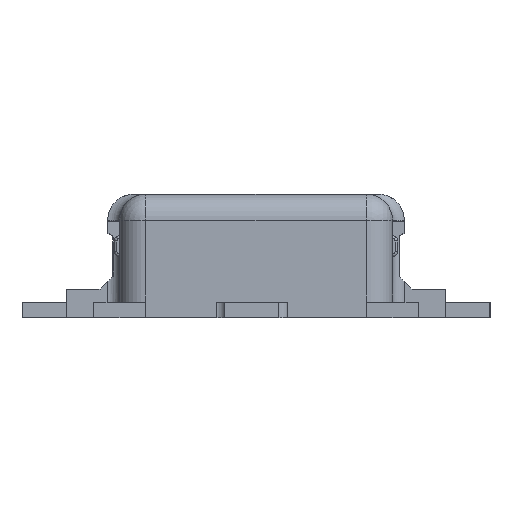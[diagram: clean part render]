
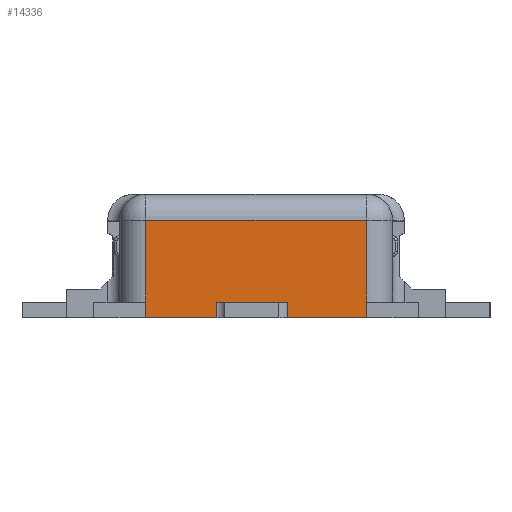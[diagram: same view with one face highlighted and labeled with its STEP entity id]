
A CAD part, left-side view. The second image highlights one B-rep face of the part: STEP entity #14336.
In plain terms, the highlighted planar face has unit normal (-1, 0, 0).
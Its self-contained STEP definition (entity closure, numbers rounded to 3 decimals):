
#4013=DIRECTION('',(0.,0.,-1.));
#4014=VECTOR('',#4013,0.315);
#4015=CARTESIAN_POINT('',(-3.605,0.425,0.375));
#4016=LINE('',#4015,#4014);
#4017=DIRECTION('',(0.,0.,-1.));
#4018=VECTOR('',#4017,0.06);
#4019=CARTESIAN_POINT('',(-3.605,-0.425,0.06));
#4020=LINE('',#4019,#4018);
#4021=DIRECTION('',(0.,1.,0.));
#4022=VECTOR('',#4021,0.305);
#4023=CARTESIAN_POINT('',(-3.605,-0.425,0.));
#4024=LINE('',#4023,#4022);
#4025=DIRECTION('',(0.,1.,0.));
#4026=VECTOR('',#4025,0.273);
#4027=CARTESIAN_POINT('',(-3.605,0.152,
0.));
#4028=LINE('',#4027,#4026);
#4029=DIRECTION('',(0.,1.,0.));
#4030=VECTOR('',#4029,0.85);
#4031=CARTESIAN_POINT('',(-3.605,-0.425,0.375));
#4032=LINE('',#4031,#4030);
#4127=DIRECTION('',(0.,0.,1.));
#4128=VECTOR('',#4127,0.315);
#4129=CARTESIAN_POINT('',(-3.605,-0.425,0.06));
#4130=LINE('',#4129,#4128);
#4960=DIRECTION('',(0.,0.,-1.));
#4961=VECTOR('',#4960,0.06);
#4962=CARTESIAN_POINT('',(-3.605,-0.12,
0.06));
#4963=LINE('',#4962,#4961);
#4968=DIRECTION('',(0.,0.,1.));
#4969=VECTOR('',#4968,0.06);
#4970=CARTESIAN_POINT('',(-3.605,0.152,
0.));
#4971=LINE('',#4970,#4969);
#4990=DIRECTION('',(0.,-1.,0.));
#4991=VECTOR('',#4990,0.272);
#4992=CARTESIAN_POINT('',(-3.605,0.152,
0.06));
#4993=LINE('',#4992,#4991);
#4994=DIRECTION('',(0.,0.,-1.));
#4995=VECTOR('',#4994,0.06);
#4996=CARTESIAN_POINT('',(-3.605,0.425,0.06));
#4997=LINE('',#4996,#4995);
#6839=CARTESIAN_POINT('',(-3.605,0.425,0.));
#6840=VERTEX_POINT('',#6839);
#6841=CARTESIAN_POINT('',(-3.605,0.152,
0.));
#6842=VERTEX_POINT('',#6841);
#6847=CARTESIAN_POINT('',(-3.605,-0.12,
0.));
#6848=VERTEX_POINT('',#6847);
#6849=CARTESIAN_POINT('',(-3.605,-0.425,0.));
#6850=VERTEX_POINT('',#6849);
#8295=CARTESIAN_POINT('',(-3.605,0.425,0.375));
#8296=VERTEX_POINT('',#8295);
#8297=CARTESIAN_POINT('',(-3.605,0.425,0.06));
#8298=VERTEX_POINT('',#8297);
#8299=CARTESIAN_POINT('',(-3.605,-0.425,0.375));
#8300=VERTEX_POINT('',#8299);
#8301=CARTESIAN_POINT('',(-3.605,-0.425,0.06));
#8302=VERTEX_POINT('',#8301);
#8303=CARTESIAN_POINT('',(-3.605,-0.12,
0.06));
#8304=VERTEX_POINT('',#8303);
#8305=CARTESIAN_POINT('',(-3.605,0.152,
0.06));
#8306=VERTEX_POINT('',#8305);
#14312=CARTESIAN_POINT('',(-3.605,0.57,0.));
#14313=DIRECTION('',(-1.,0.,0.));
#14314=DIRECTION('',(0.,-1.,0.));
#14315=AXIS2_PLACEMENT_3D('',#14312,#14313,#14314);
#14316=PLANE('',#14315);
#14317=ORIENTED_EDGE('',*,*,#14305,.F.);
#14319=ORIENTED_EDGE('',*,*,#14318,.F.);
#14321=ORIENTED_EDGE('',*,*,#14320,.F.);
#14323=ORIENTED_EDGE('',*,*,#14322,.T.);
#14324=ORIENTED_EDGE('',*,*,#8881,.T.);
#14326=ORIENTED_EDGE('',*,*,#14325,.F.);
#14328=ORIENTED_EDGE('',*,*,#14327,.F.);
#14330=ORIENTED_EDGE('',*,*,#14329,.F.);
#14331=ORIENTED_EDGE('',*,*,#8873,.T.);
#14333=ORIENTED_EDGE('',*,*,#14332,.F.);
#14334=EDGE_LOOP('',(#14317,#14319,#14321,#14323,#14324,#14326,#14328,#14330,
#14331,#14333));
#14335=FACE_OUTER_BOUND('',#14334,.F.);
#14336=ADVANCED_FACE('',(#14335),#14316,.T.);
#8873=EDGE_CURVE('',#6842,#6840,#4028,.T.);
#8881=EDGE_CURVE('',#6850,#6848,#4024,.T.);
#14305=EDGE_CURVE('',#8296,#8298,#4016,.T.);
#14318=EDGE_CURVE('',#8300,#8296,#4032,.T.);
#14320=EDGE_CURVE('',#8302,#8300,#4130,.T.);
#14322=EDGE_CURVE('',#8302,#6850,#4020,.T.);
#14325=EDGE_CURVE('',#8304,#6848,#4963,.T.);
#14327=EDGE_CURVE('',#8306,#8304,#4993,.T.);
#14329=EDGE_CURVE('',#6842,#8306,#4971,.T.);
#14332=EDGE_CURVE('',#8298,#6840,#4997,.T.);
